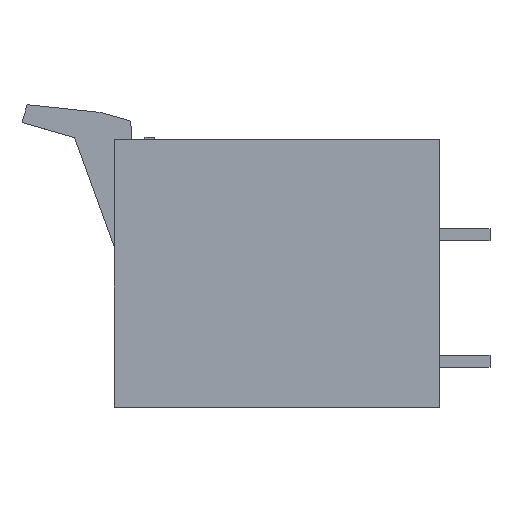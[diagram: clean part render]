
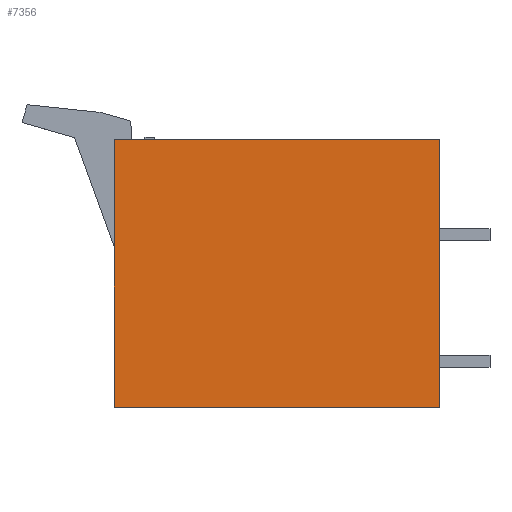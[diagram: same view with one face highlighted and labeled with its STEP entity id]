
A CAD part, left-side view. The second image highlights one B-rep face of the part: STEP entity #7356.
In plain terms, the highlighted planar face has unit normal (-1, 0, 0).
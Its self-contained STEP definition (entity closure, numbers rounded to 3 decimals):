
#7320=AXIS2_PLACEMENT_3D('Plane Axis2P3D',#7317,#7318,#7319) ;
#7317=CARTESIAN_POINT('Axis2P3D Location',(0.,0.,0.)) ;
#7322=CARTESIAN_POINT('Line Origine',(0.,21.065,26.45)) ;
#7326=CARTESIAN_POINT('Vertex',(0.,5.,26.45)) ;
#7328=CARTESIAN_POINT('Vertex',(0.,37.13,26.45)) ;
#7331=CARTESIAN_POINT('Line Origine',(0.,37.13,13.225)) ;
#7335=CARTESIAN_POINT('Vertex',(0.,37.13,0.)) ;
#7338=CARTESIAN_POINT('Line Origine',(0.,21.065,0.)) ;
#7342=CARTESIAN_POINT('Vertex',(0.,5.,0.)) ;
#7345=CARTESIAN_POINT('Line Origine',(0.,5.,13.225)) ;
#7318=DIRECTION('Axis2P3D Direction',(-1.,0.,0.)) ;
#7319=DIRECTION('Axis2P3D XDirection',(0.,-1.,0.)) ;
#7323=DIRECTION('Vector Direction',(0.,1.,0.)) ;
#7332=DIRECTION('Vector Direction',(0.,0.,-1.)) ;
#7339=DIRECTION('Vector Direction',(0.,-1.,0.)) ;
#7346=DIRECTION('Vector Direction',(0.,0.,1.)) ;
#7324=VECTOR('Line Direction',#7323,1.) ;
#7333=VECTOR('Line Direction',#7332,1.) ;
#7340=VECTOR('Line Direction',#7339,1.) ;
#7347=VECTOR('Line Direction',#7346,1.) ;
#7351=ORIENTED_EDGE('',*,*,#7330,.T.) ;
#7352=ORIENTED_EDGE('',*,*,#7337,.T.) ;
#7353=ORIENTED_EDGE('',*,*,#7344,.T.) ;
#7354=ORIENTED_EDGE('',*,*,#7349,.T.) ;
#7356=ADVANCED_FACE('HOUSING',(#7355),#7321,.T.) ;
#7330=EDGE_CURVE('',#7327,#7329,#7325,.T.) ;
#7337=EDGE_CURVE('',#7329,#7336,#7334,.T.) ;
#7344=EDGE_CURVE('',#7336,#7343,#7341,.T.) ;
#7349=EDGE_CURVE('',#7343,#7327,#7348,.T.) ;
#7350=EDGE_LOOP('',(#7351,#7352,#7353,#7354)) ;
#7355=FACE_OUTER_BOUND('',#7350,.T.) ;
#7325=LINE('Line',#7322,#7324) ;
#7334=LINE('Line',#7331,#7333) ;
#7341=LINE('Line',#7338,#7340) ;
#7348=LINE('Line',#7345,#7347) ;
#7321=PLANE('',#7320) ;
#7327=VERTEX_POINT('',#7326) ;
#7329=VERTEX_POINT('',#7328) ;
#7336=VERTEX_POINT('',#7335) ;
#7343=VERTEX_POINT('',#7342) ;
